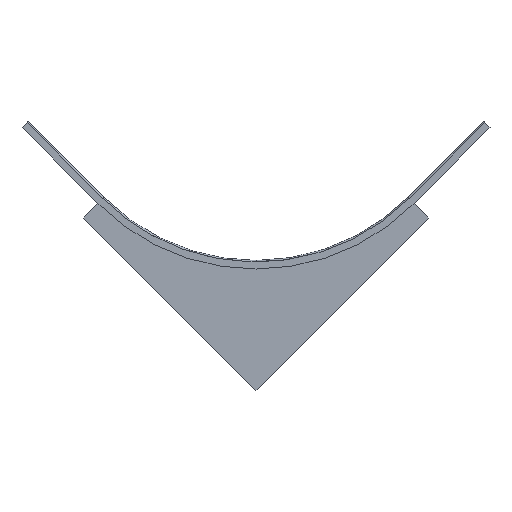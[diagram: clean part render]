
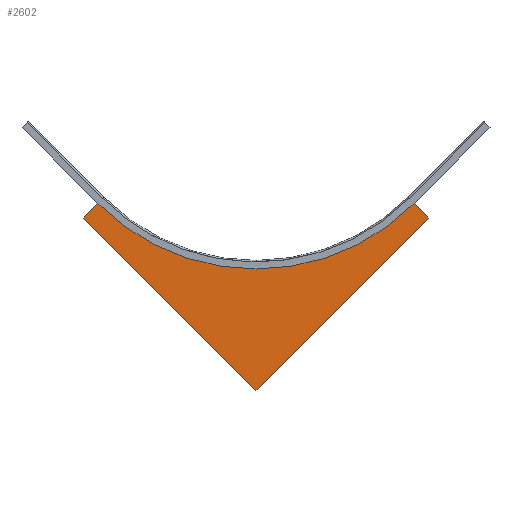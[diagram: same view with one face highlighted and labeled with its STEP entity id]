
A CAD part, left-side view. The second image highlights one B-rep face of the part: STEP entity #2602.
In plain terms, the highlighted face is planar.
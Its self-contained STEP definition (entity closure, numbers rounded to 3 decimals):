
#2389=DIRECTION('',(0.,-0.707,0.707));
#2390=VECTOR('',#2389,567.5);
#2391=CARTESIAN_POINT('',(24.,1092.823,92.823));
#2392=LINE('',#2391,#2390);
#2431=CARTESIAN_POINT('',(24.,1489.141,494.105));
#2432=DIRECTION('',(1.,0.,0.));
#2433=DIRECTION('',(0.,-0.702,0.712));
#2434=AXIS2_PLACEMENT_3D('',#2431,#2432,#2433);
#2444=DIRECTION('',(0.,-0.707,-0.707));
#2445=VECTOR('',#2444,64.);
#2446=CARTESIAN_POINT('',(24.,1138.078,138.078));
#2447=LINE('',#2446,#2445);
#2448=DIRECTION('',(0.,-0.707,-0.707));
#2449=VECTOR('',#2448,567.5);
#2450=CARTESIAN_POINT('',(24.,1092.823,895.39));
#2451=LINE('',#2450,#2449);
#2452=DIRECTION('',(0.,-0.707,0.707));
#2453=VECTOR('',#2452,63.999);
#2454=CARTESIAN_POINT('',(24.,1138.077,850.135));
#2455=LINE('',#2454,#2453);
#2456=CARTESIAN_POINT('',(24.,1489.141,494.105));
#2457=DIRECTION('',(-1.,0.,0.));
#2458=DIRECTION('',(0.,-0.702,-0.712));
#2459=AXIS2_PLACEMENT_3D('',#2456,#2457,#2458);
#2461=CARTESIAN_POINT('',(24.,691.54,494.106));
#2463=VERTEX_POINT('',#2461);
#2465=CARTESIAN_POINT('',(24.,1092.823,92.823));
#2466=VERTEX_POINT('',#2465);
#2469=CARTESIAN_POINT('',(24.,1138.078,138.078));
#2470=VERTEX_POINT('',#2469);
#2473=CARTESIAN_POINT('',(24.,1138.077,850.135));
#2474=CARTESIAN_POINT('',(24.,1092.823,895.39));
#2475=VERTEX_POINT('',#2473);
#2476=VERTEX_POINT('',#2474);
#2483=CARTESIAN_POINT('',(24.,1135.588,847.658));
#2484=VERTEX_POINT('',#2483);
#2589=CARTESIAN_POINT('',(24.,691.54,494.106));
#2590=DIRECTION('',(-1.,0.,0.));
#2591=DIRECTION('',(0.,0.707,0.707));
#2592=AXIS2_PLACEMENT_3D('',#2589,#2590,#2591);
#2593=PLANE('',#2592);
#2594=ORIENTED_EDGE('',*,*,#2494,.T.);
#2595=ORIENTED_EDGE('',*,*,#2528,.F.);
#2596=ORIENTED_EDGE('',*,*,#2542,.F.);
#2597=ORIENTED_EDGE('',*,*,#2557,.T.);
#2598=ORIENTED_EDGE('',*,*,#2571,.F.);
#2599=ORIENTED_EDGE('',*,*,#2583,.T.);
#2600=EDGE_LOOP('',(#2594,#2595,#2596,#2597,#2598,#2599));
#2601=FACE_OUTER_BOUND('',#2600,.F.);
#2602=ADVANCED_FACE('',(#2601),#2593,.F.);
#2435=CIRCLE('',#2434,500.);
#2460=CIRCLE('',#2459,500.);
#2494=EDGE_CURVE('',#2466,#2463,#2392,.T.);
#2528=EDGE_CURVE('',#2476,#2463,#2451,.T.);
#2542=EDGE_CURVE('',#2475,#2476,#2455,.T.);
#2557=EDGE_CURVE('',#2475,#2484,#2435,.T.);
#2571=EDGE_CURVE('',#2470,#2484,#2460,.T.);
#2583=EDGE_CURVE('',#2470,#2466,#2447,.T.);
